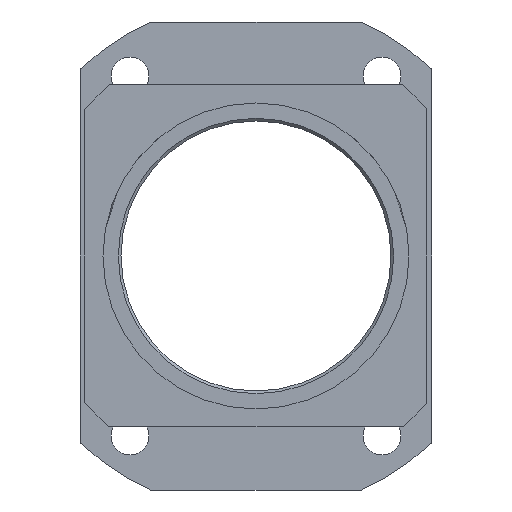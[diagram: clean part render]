
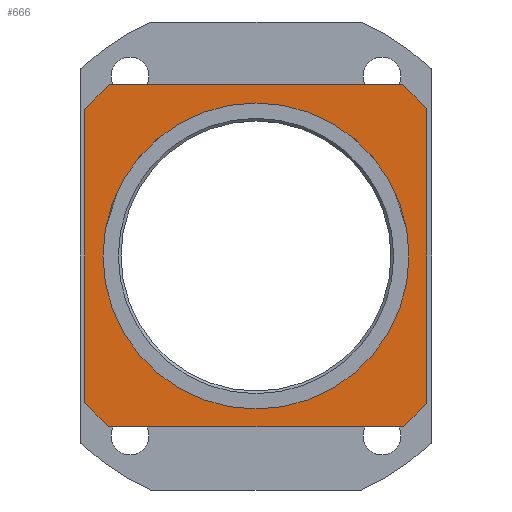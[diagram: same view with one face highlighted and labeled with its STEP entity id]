
A CAD part, left-side view. The second image highlights one B-rep face of the part: STEP entity #666.
In plain terms, the highlighted planar face has unit normal (-1, 0, 0).
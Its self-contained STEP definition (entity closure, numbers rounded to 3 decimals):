
#16=CIRCLE($,#683,25.);
#19=CIRCLE($,#687,25.);
#20=CIRCLE($,#689,25.);
#49=CIRCLE($,#742,17.);
#50=CIRCLE($,#744,25.);
#54=LINE($,#1266,#90);
#59=LINE($,#1277,#95);
#64=LINE($,#1288,#100);
#69=LINE($,#1299,#105);
#90=VECTOR($,#764,32.496);
#95=VECTOR($,#771,32.496);
#100=VECTOR($,#778,32.496);
#105=VECTOR($,#785,32.496);
#140=PLANE($,#743);
#169=FACE_BOUND($,#279,.T.);
#170=FACE_BOUND($,#280,.T.);
#279=EDGE_LOOP($,(#572));
#280=EDGE_LOOP($,(#573,#574,#575,#576,#577,#578,#579,#580));
#311=VERTEX_POINT($,#1264);
#312=VERTEX_POINT($,#1265);
#316=VERTEX_POINT($,#1275);
#317=VERTEX_POINT($,#1276);
#321=VERTEX_POINT($,#1286);
#322=VERTEX_POINT($,#1287);
#326=VERTEX_POINT($,#1297);
#327=VERTEX_POINT($,#1298);
#363=VERTEX_POINT($,#1415);
#373=EDGE_CURVE($,#311,#312,#54,.T.);
#378=EDGE_CURVE($,#316,#317,#59,.T.);
#383=EDGE_CURVE($,#321,#322,#64,.T.);
#388=EDGE_CURVE($,#326,#327,#69,.T.);
#393=EDGE_CURVE($,#321,#327,#16,.T.);
#396=EDGE_CURVE($,#326,#317,#19,.T.);
#397=EDGE_CURVE($,#311,#322,#20,.T.);
#442=EDGE_CURVE($,#363,#363,#49,.T.);
#443=EDGE_CURVE($,#316,#312,#50,.T.);
#572=ORIENTED_EDGE($,*,*,#442,.T.);
#573=ORIENTED_EDGE($,*,*,#373,.T.);
#574=ORIENTED_EDGE($,*,*,#443,.F.);
#575=ORIENTED_EDGE($,*,*,#378,.T.);
#576=ORIENTED_EDGE($,*,*,#396,.F.);
#577=ORIENTED_EDGE($,*,*,#388,.T.);
#578=ORIENTED_EDGE($,*,*,#393,.F.);
#579=ORIENTED_EDGE($,*,*,#383,.T.);
#580=ORIENTED_EDGE($,*,*,#397,.F.);
#666=ADVANCED_FACE($,(#169,#170),#140,.T.);
#683=AXIS2_PLACEMENT_3D($,#1308,#792,#793);
#687=AXIS2_PLACEMENT_3D($,#1312,#800,#801);
#689=AXIS2_PLACEMENT_3D($,#1314,#804,#805);
#742=AXIS2_PLACEMENT_3D($,#1416,#926,#927);
#743=AXIS2_PLACEMENT_3D($,#1417,#928,#929);
#744=AXIS2_PLACEMENT_3D($,#1418,#930,#931);
#764=DIRECTION($,(0.,0.,-1.));
#771=DIRECTION($,(0.,-1.,0.));
#778=DIRECTION($,(0.,1.,0.));
#785=DIRECTION($,(0.,0.,1.));
#792=DIRECTION('center_axis',(1.,0.,0.));
#793=DIRECTION('ref_axis',(0.,1.,0.));
#800=DIRECTION('center_axis',(1.,0.,0.));
#801=DIRECTION('ref_axis',(0.,1.,0.));
#804=DIRECTION('center_axis',(1.,0.,0.));
#805=DIRECTION('ref_axis',(0.,1.,0.));
#926=DIRECTION('center_axis',(1.,0.,0.));
#927=DIRECTION('ref_axis',(0.,0.,-1.));
#928=DIRECTION('center_axis',(-1.,0.,0.));
#929=DIRECTION('ref_axis',(0.,0.,1.));
#930=DIRECTION('center_axis',(1.,0.,0.));
#931=DIRECTION('ref_axis',(0.,1.,0.));
#1264=CARTESIAN_POINT('',(-70.395,19.,16.248));
#1265=CARTESIAN_POINT('',(-70.395,19.,-16.248));
#1266=CARTESIAN_POINT($,(-70.395,19.,8.124));
#1275=CARTESIAN_POINT('',(-70.395,16.248,-19.));
#1276=CARTESIAN_POINT('',(-70.395,-16.248,-19.));
#1277=CARTESIAN_POINT($,(-70.395,18.624,-19.));
#1286=CARTESIAN_POINT('',(-70.395,-16.248,19.));
#1287=CARTESIAN_POINT('',(-70.395,16.248,19.));
#1288=CARTESIAN_POINT($,(-70.395,2.376,19.));
#1297=CARTESIAN_POINT('',(-70.395,-19.,-16.248));
#1298=CARTESIAN_POINT('',(-70.395,-19.,16.248));
#1299=CARTESIAN_POINT($,(-70.395,-19.,-8.124));
#1308=CARTESIAN_POINT('Origin',(-70.395,0.,0.));
#1312=CARTESIAN_POINT('Origin',(-70.395,0.,0.));
#1314=CARTESIAN_POINT('Origin',(-70.395,0.,0.));
#1415=CARTESIAN_POINT('',(-70.395,0.,17.));
#1416=CARTESIAN_POINT('Origin',(-70.395,0.,0.));
#1417=CARTESIAN_POINT('Origin',(-70.395,21.,0.));
#1418=CARTESIAN_POINT('Origin',(-70.395,0.,0.));
